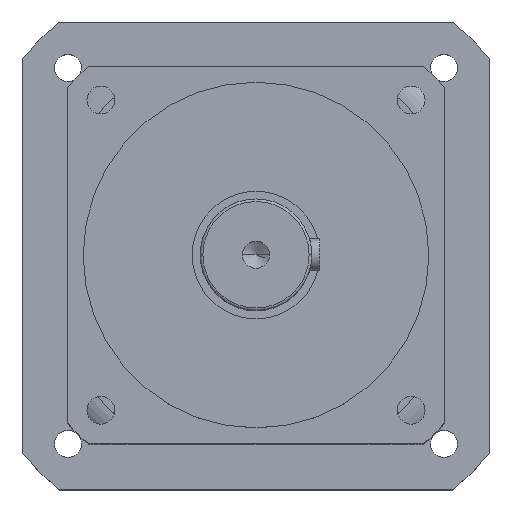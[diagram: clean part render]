
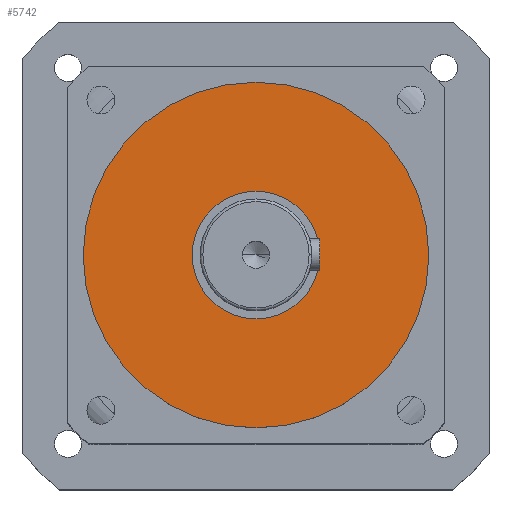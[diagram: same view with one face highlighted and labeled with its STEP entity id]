
A CAD part, top view. The second image highlights one B-rep face of the part: STEP entity #5742.
In plain terms, the highlighted planar face has unit normal (0, 0, 1).
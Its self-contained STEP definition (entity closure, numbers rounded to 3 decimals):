
#398 = EDGE_CURVE ( 'NONE', #6435, #9028, #4275, .T. ) ;
#763 = CARTESIAN_POINT ( 'NONE',  ( 65., 0., -70. ) ) ;
#852 = VERTEX_POINT ( 'NONE', #2280 ) ;
#922 = CARTESIAN_POINT ( 'NONE',  ( 0., 0., -70. ) ) ;
#1543 = EDGE_CURVE ( 'NONE', #852, #4376, #2266, .T. ) ;
#1629 = CARTESIAN_POINT ( 'NONE',  ( 0., 0., -70. ) ) ;
#1670 = DIRECTION ( 'NONE',  ( 1., 0., 0. ) ) ;
#2128 = AXIS2_PLACEMENT_3D ( 'NONE', #1629, #6996, #2384 ) ;
#2266 = CIRCLE ( 'NONE', #3622, 24. ) ;
#2280 = CARTESIAN_POINT ( 'NONE',  ( -24., 0., -70. ) ) ;
#2360 = AXIS2_PLACEMENT_3D ( 'NONE', #3674, #9082, #4442 ) ;
#2384 = DIRECTION ( 'NONE',  ( 1., 0., 0. ) ) ;
#2948 = EDGE_CURVE ( 'NONE', #9028, #6435, #8479, .T. ) ;
#3003 = DIRECTION ( 'NONE',  ( 0., 0., 1. ) ) ;
#3622 = AXIS2_PLACEMENT_3D ( 'NONE', #7636, #3003, #8425 ) ;
#3674 = CARTESIAN_POINT ( 'NONE',  ( 0., 0., -70. ) ) ;
#3913 = ORIENTED_EDGE ( 'NONE', *, *, #2948, .T. ) ;
#4023 = DIRECTION ( 'NONE',  ( 0., 0., -1. ) ) ;
#4275 = CIRCLE ( 'NONE', #2128, 65. ) ;
#4276 = CIRCLE ( 'NONE', #2360, 24. ) ;
#4376 = VERTEX_POINT ( 'NONE', #5131 ) ;
#4442 = DIRECTION ( 'NONE',  ( 1., 0., 0. ) ) ;
#4888 = FACE_OUTER_BOUND ( 'NONE', #6394, .T. ) ;
#5131 = CARTESIAN_POINT ( 'NONE',  ( 24., 0., -70. ) ) ;
#5353 = FACE_BOUND ( 'NONE', #8751, .T. ) ;
#5703 = ORIENTED_EDGE ( 'NONE', *, *, #398, .T. ) ;
#5742 = ADVANCED_FACE ( 'NONE', ( #5353, #4888 ), #7079, .F. ) ;
#5833 = AXIS2_PLACEMENT_3D ( 'NONE', #922, #6276, #1670 ) ;
#5848 = AXIS2_PLACEMENT_3D ( 'NONE', #8650, #4023, #9441 ) ;
#5872 = CARTESIAN_POINT ( 'NONE',  ( -65., 0., -70. ) ) ;
#6114 = EDGE_CURVE ( 'NONE', #4376, #852, #4276, .T. ) ;
#6276 = DIRECTION ( 'NONE',  ( 0., 0., 1. ) ) ;
#6394 = EDGE_LOOP ( 'NONE', ( #5703, #3913 ) ) ;
#6435 = VERTEX_POINT ( 'NONE', #763 ) ;
#6996 = DIRECTION ( 'NONE',  ( 0., 0., 1. ) ) ;
#7079 = PLANE ( 'NONE',  #5848 ) ;
#7636 = CARTESIAN_POINT ( 'NONE',  ( 0., 0., -70. ) ) ;
#8425 = DIRECTION ( 'NONE',  ( 1., 0., 0. ) ) ;
#8479 = CIRCLE ( 'NONE', #5833, 65. ) ;
#8650 = CARTESIAN_POINT ( 'NONE',  ( 0., 65., -70. ) ) ;
#8751 = EDGE_LOOP ( 'NONE', ( #9352, #9540 ) ) ;
#9028 = VERTEX_POINT ( 'NONE', #5872 ) ;
#9082 = DIRECTION ( 'NONE',  ( 0., 0., 1. ) ) ;
#9352 = ORIENTED_EDGE ( 'NONE', *, *, #6114, .F. ) ;
#9441 = DIRECTION ( 'NONE',  ( -1., 0., 0. ) ) ;
#9540 = ORIENTED_EDGE ( 'NONE', *, *, #1543, .F. ) ;
